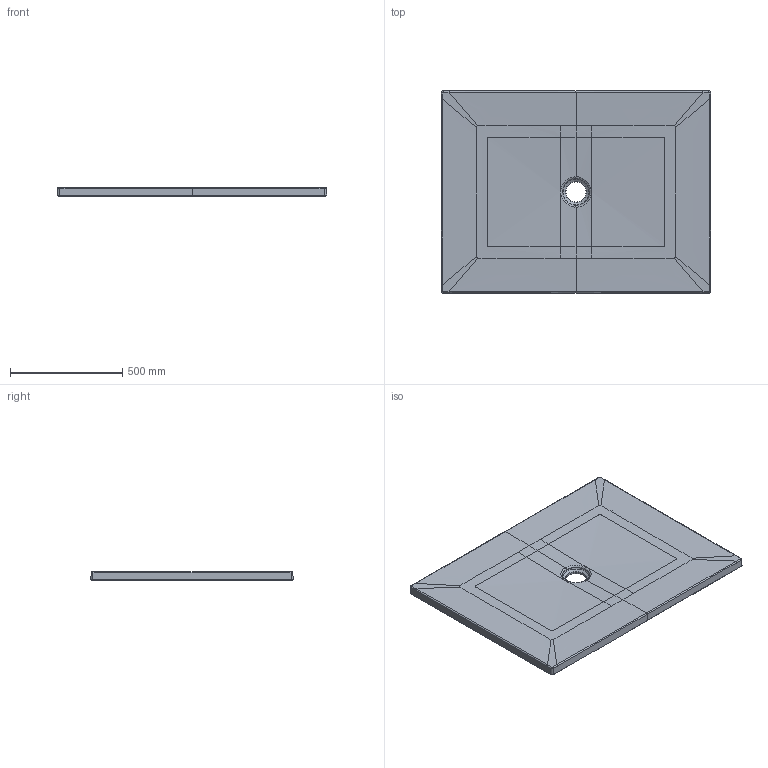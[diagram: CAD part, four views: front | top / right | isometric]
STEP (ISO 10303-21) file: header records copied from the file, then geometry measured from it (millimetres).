
FILE_DESCRIPTION(/* description */ (''),/* implementation_level */ '2;1');
FILE_NAME(/* name */ 'Infinity_R6230N4_DW 1200x900x40_RP.stp',/* time_stamp */ '2021-11-30T12:28:30+01:00',/* author */ (''),/* organization */ (''),/* preprocessor_version */ 'ST-DEVELOPER v18.1',/* originating_system */ 'SIEMENS PLM Software NX 1973',/* authorisation */ '');
FILE_SCHEMA (('AUTOMOTIVE_DESIGN { 1 0 10303 214 3 1 1 1 }'));
Products named in the file (1): rupp0D901CD3dcru
Bounding box: 1202.96 x 903.46 x 39.96 mm (x, y, z)
Volume: 22167138.3 mm3; surface area: 2688168.9 mm2
Topology: 1 solids, 1 shells, 2673 faces, 6373 edges, 3524 vertices
Faces by surface type: bspline 1920, sphere 194, plane 187, cylinder 139, torus 125, cone 106, revolution 2
Full cylindrical faces by diameter (mm): 12 x2, 25 x1, 26 x1
Entity records: 135819 total; most frequent: CARTESIAN_POINT 90249, ORIENTED_EDGE 12180, EDGE_CURVE 6090, DIRECTION 5526, B_SPLINE_CURVE_WITH_KNOTS 3919, VERTEX_POINT 3493, EDGE_LOOP 2749, ADVANCED_FACE 2673
